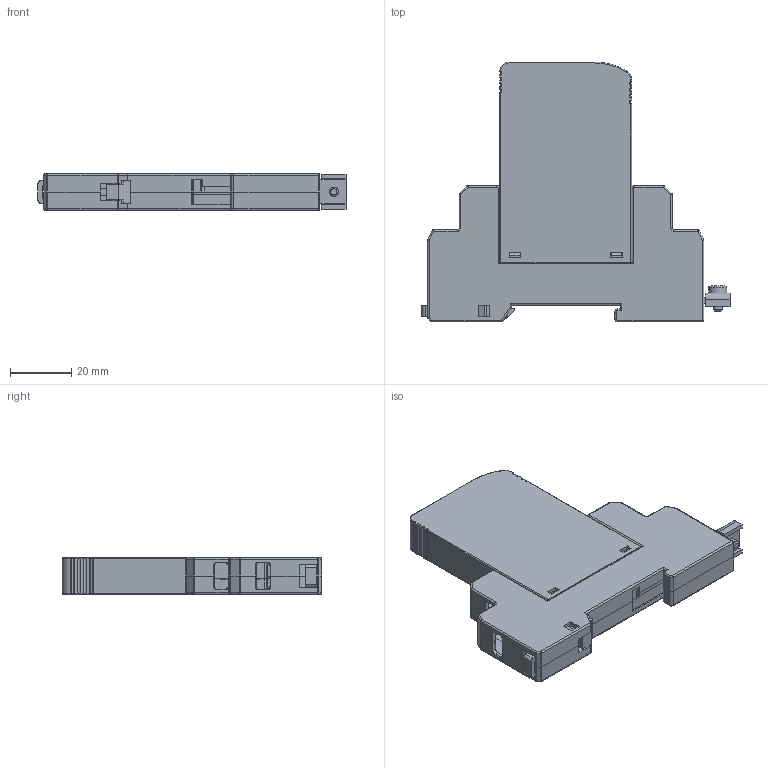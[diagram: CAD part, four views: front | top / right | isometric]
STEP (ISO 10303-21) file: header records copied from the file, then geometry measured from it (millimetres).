
FILE_DESCRIPTION((''),'2;1');
FILE_NAME('SESTAV_NMH-II_ASM','2019-08-13T10:00:05',('Sebastjan.kamensek'),('Audax d.o.o.'),'CREO PARAMETRIC BY PTC INC, 2017260','CREO PARAMETRIC BY PTC INC, 2017260','');
FILE_SCHEMA(('AP242_MANAGED_MODEL_BASED_3D_ENGINEERING_MIM_LF { 1 0 10303 442 1 1 4 }'));
Length unit declared in the file: millimetre
Products named in the file (11): OHISJE_II; OHISJE_DESNO; EARTH_GROUND_2; GROUND_ASSEMBLY_ASM; FIXTURE_CONTACT; FLEXIBLEPART; VIJAK_M3X6_DIN7985; POKROV_MODUL_NMH_II_VELIK; OHISJE_MODUL_NMH_II; MODUL_IM2_VELIK_ASM; SESTAV_NMH-II_ASM
Assembly tree (10 placements, depth 3):
  SESTAV_NMH-II_ASM
    OHISJE_II
    OHISJE_DESNO
    GROUND_ASSEMBLY_ASM
      EARTH_GROUND_2
    FIXTURE_CONTACT
    FLEXIBLEPART
    VIJAK_M3X6_DIN7985
    MODUL_IM2_VELIK_ASM
      POKROV_MODUL_NMH_II_VELIK
      OHISJE_MODUL_NMH_II
Bounding box: 100.3 x 84.6 x 12 mm (x, y, z)
Volume: 18413.5 mm3; surface area: 35368.2 mm2
Topology: 8 solids, 8 shells, 1367 faces, 3549 edges, 2217 vertices
Faces by surface type: plane 927, cylinder 271, torus 52, bspline 45, cone 44, sphere 26, extrusion 2
Entity records: 58315 total; most frequent: CARTESIAN_POINT 10996, ORIENTED_EDGE 7098, DIRECTION 6703, PRESENTATION_STYLE_ASSIGNMENT 3752, STYLED_ITEM 3557, CURVE_STYLE 3549, EDGE_CURVE 3549, VECTOR 2813
